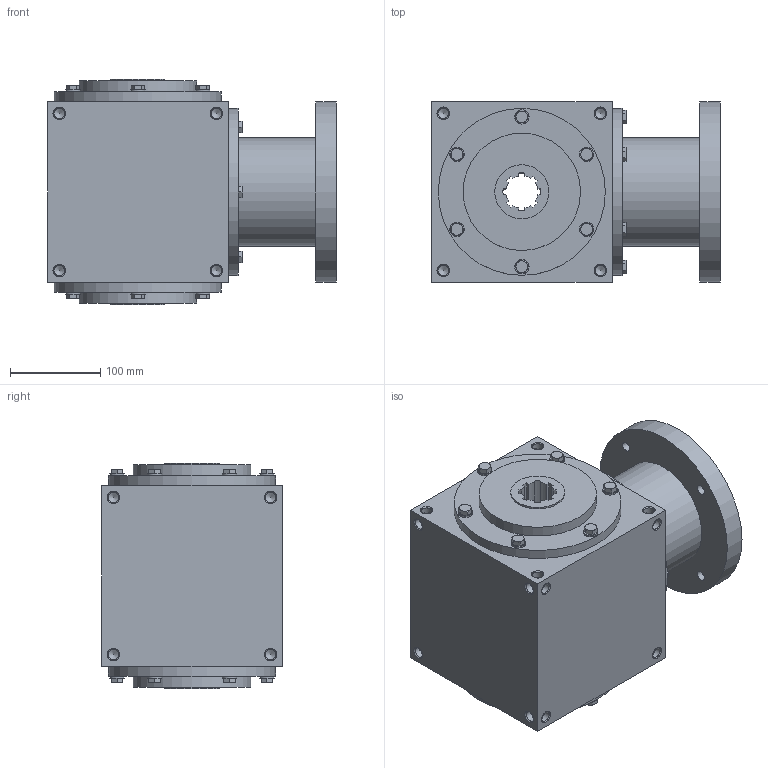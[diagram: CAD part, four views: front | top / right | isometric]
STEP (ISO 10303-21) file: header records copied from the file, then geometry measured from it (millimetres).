
FILE_DESCRIPTION( ( 'STEP AP214' ), '1' );
FILE_NAME( 'MRB200_MC1_R.1_1_132_B14.stp', '2018-08-14T10:20:12', ( '' ), ( '' ), ' ', 'PARTsolutions', ' ' );
FILE_SCHEMA( ( 'AUTOMOTIVE_DESIGN { 1 0 10303 214 1 1 1 1 }' ) );
Length unit declared in the file: millimetre
Products named in the file (5): MRB200_MC1_R.1/1_132/B14; _MRB20010-case; _MRX200_12-flange; _200-fl_screw; _RC_RR200-screw
Assembly tree (20 placements, depth 2):
  MRB200_MC1_R.1/1_132/B14
    _MRB20010-case
    _MRX200_12-flange
    _200-fl_screw  x6
    _RC_RR200-screw  x12
Bounding box: 320 x 200 x 250 mm (x, y, z)
Volume: 10226944.7 mm3; surface area: 502041.8 mm2
Topology: 20 solids, 20 shells, 477 faces, 1181 edges, 737 vertices
Faces by surface type: plane 212, cone 156, cylinder 109
Full cylindrical faces by diameter (mm): 11 x4, 11.835 x48, 16 x12, 50 x1, 56 x1, 60 x2, 120 x1, 130 x3, 185 x3, 200 x1
Entity records: 8714 total; most frequent: CARTESIAN_POINT 1240, DIRECTION 1238, ORIENTED_EDGE 956, AXIS2_PLACEMENT_3D 532, EDGE_CURVE 478, VERTEX_POINT 374, EDGE_LOOP 368, FACE_OUTER_BOUND 296
